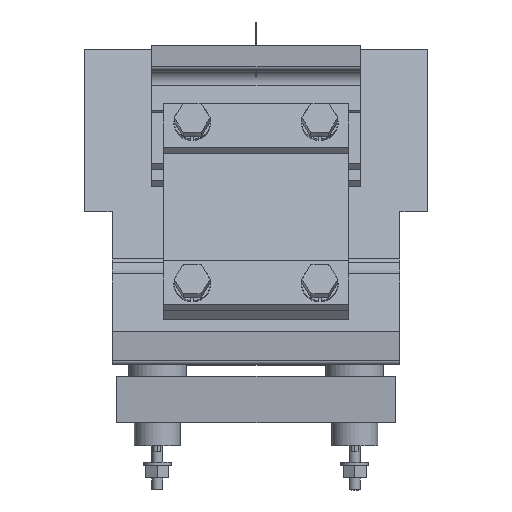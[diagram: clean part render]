
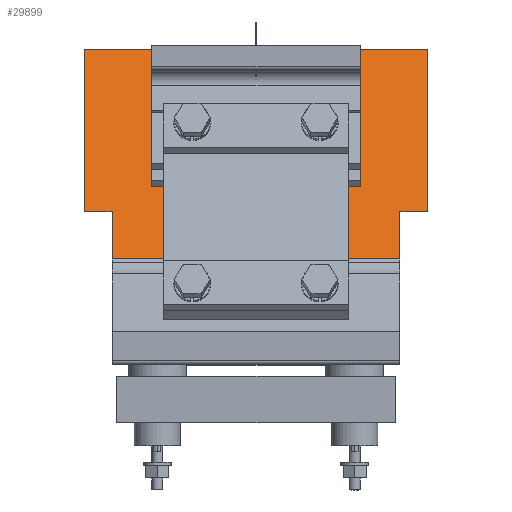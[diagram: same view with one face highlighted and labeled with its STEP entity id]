
A CAD part, left-side view. The second image highlights one B-rep face of the part: STEP entity #29899.
In plain terms, the highlighted planar face has unit normal (-0.94, 0, 0.342).
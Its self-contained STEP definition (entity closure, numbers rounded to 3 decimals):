
#15776=ORIENTED_EDGE('',*,*,#19599,.F.);
#15777=ORIENTED_EDGE('',*,*,#19600,.F.);
#15778=ORIENTED_EDGE('',*,*,#19601,.F.);
#15779=ORIENTED_EDGE('',*,*,#19602,.F.);
#15780=ORIENTED_EDGE('',*,*,#19603,.F.);
#15781=ORIENTED_EDGE('',*,*,#19585,.F.);
#15782=ORIENTED_EDGE('',*,*,#19598,.T.);
#15783=ORIENTED_EDGE('',*,*,#19554,.F.);
#16672=VECTOR('',#24449,1.);
#16695=VECTOR('',#24492,1.);
#16708=VECTOR('',#24529,1.);
#16709=VECTOR('',#24532,1.);
#16710=VECTOR('',#24533,1.);
#16711=VECTOR('',#24534,1.);
#16712=VECTOR('',#24535,1.);
#16713=VECTOR('',#24536,1.);
#17521=LINE('',#27389,#16672);
#17544=LINE('',#27451,#16695);
#17557=LINE('',#27476,#16708);
#17558=LINE('',#27479,#16709);
#17559=LINE('',#27481,#16710);
#17560=LINE('',#27483,#16711);
#17561=LINE('',#27485,#16712);
#17562=LINE('',#27486,#16713);
#18407=VERTEX_POINT('',#27386);
#18408=VERTEX_POINT('',#27388);
#18436=VERTEX_POINT('',#27448);
#18437=VERTEX_POINT('',#27450);
#18438=VERTEX_POINT('',#27478);
#18439=VERTEX_POINT('',#27480);
#18440=VERTEX_POINT('',#27482);
#18441=VERTEX_POINT('',#27484);
#19554=EDGE_CURVE('',#18407,#18408,#17521,.T.);
#19585=EDGE_CURVE('',#18436,#18437,#17544,.T.);
#19598=EDGE_CURVE('',#18436,#18408,#17557,.T.);
#19599=EDGE_CURVE('',#18438,#18407,#17558,.T.);
#19600=EDGE_CURVE('',#18439,#18438,#17559,.T.);
#19601=EDGE_CURVE('',#18440,#18439,#17560,.T.);
#19602=EDGE_CURVE('',#18441,#18440,#17561,.T.);
#19603=EDGE_CURVE('',#18437,#18441,#17562,.T.);
#20490=EDGE_LOOP('',(#15776,#15777,#15778,#15779,#15780,#15781,#15782,#15783));
#21360=FACE_BOUND('',#20490,.T.);
#24449=DIRECTION('',(-7.432,0.,-20.42));
#24492=DIRECTION('',(7.432,0.,20.42));
#24529=DIRECTION('',(0.,-124.,0.));
#24530=DIRECTION('',(-0.94,0.,0.342));
#24531=DIRECTION('',(0.,0.94,0.));
#24532=DIRECTION('',(0.,12.,0.));
#24533=DIRECTION('',(-25.478,0.,-70.));
#24534=DIRECTION('',(0.,-148.,0.));
#24535=DIRECTION('',(25.478,0.,70.));
#24536=DIRECTION('',(0.,12.,0.));
#27386=CARTESIAN_POINT('',(291.689,-469.6,425.1));
#27388=CARTESIAN_POINT('',(284.257,-469.6,404.68));
#27389=CARTESIAN_POINT('',(291.689,-469.6,425.1));
#27448=CARTESIAN_POINT('',(284.257,-345.6,404.68));
#27450=CARTESIAN_POINT('',(291.689,-345.6,425.1));
#27451=CARTESIAN_POINT('',(284.257,-345.6,404.68));
#27476=CARTESIAN_POINT('',(284.257,-345.6,404.68));
#27477=CARTESIAN_POINT('',(291.689,-469.6,425.1));
#27478=CARTESIAN_POINT('',(291.689,-481.6,425.1));
#27479=CARTESIAN_POINT('',(291.689,-481.6,425.1));
#27480=CARTESIAN_POINT('',(317.167,-481.6,495.1));
#27481=CARTESIAN_POINT('',(317.167,-481.6,495.1));
#27482=CARTESIAN_POINT('',(317.167,-333.6,495.1));
#27483=CARTESIAN_POINT('',(317.167,-333.6,495.1));
#27484=CARTESIAN_POINT('',(291.689,-333.6,425.1));
#27485=CARTESIAN_POINT('',(291.689,-333.6,425.1));
#27486=CARTESIAN_POINT('',(291.689,-345.6,425.1));
#28780=AXIS2_PLACEMENT_3D('',#27477,#24530,#24531);
#29258=PLANE('',#28780);
#29899=ADVANCED_FACE('',(#21360),#29258,.T.);
